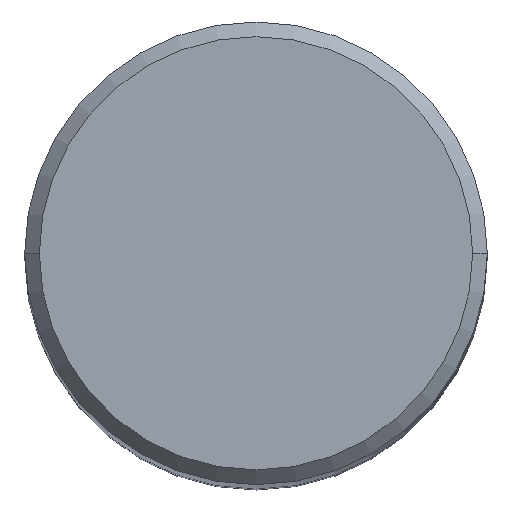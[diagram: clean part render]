
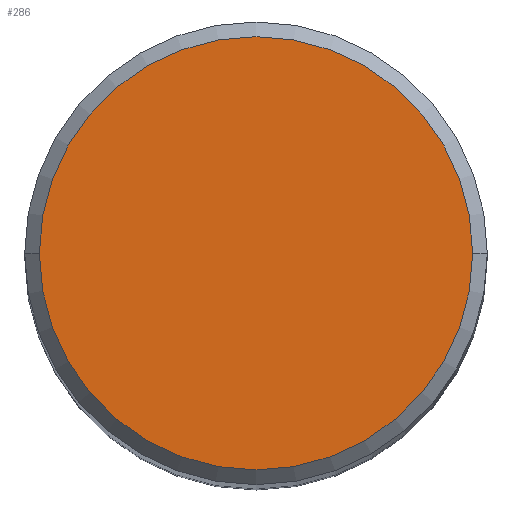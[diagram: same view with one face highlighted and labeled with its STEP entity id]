
A CAD part, top view. The second image highlights one B-rep face of the part: STEP entity #286.
In plain terms, the highlighted planar face has unit normal (0, 0, 1).
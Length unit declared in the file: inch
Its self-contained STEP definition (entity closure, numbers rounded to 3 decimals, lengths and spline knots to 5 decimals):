
#3 = CARTESIAN_POINT ( 'NONE',  ( 0., 0., 3.26772 ) ) ;
#9 = CARTESIAN_POINT ( 'NONE',  ( 0.22122, 0., 3.26772 ) ) ;
#25 = DIRECTION ( 'NONE',  ( 0., 0., 1. ) ) ;
#63 = EDGE_CURVE ( 'NONE', #175, #142, #117, .T. ) ;
#79 = AXIS2_PLACEMENT_3D ( 'NONE', #181, #276, #140 ) ;
#104 = EDGE_LOOP ( 'NONE', ( #168, #211 ) ) ;
#113 = AXIS2_PLACEMENT_3D ( 'NONE', #285, #127, #219 ) ;
#117 = CIRCLE ( 'NONE', #113, 0.22122 ) ;
#127 = DIRECTION ( 'NONE',  ( 0., 0., 1. ) ) ;
#140 = DIRECTION ( 'NONE',  ( 1., 0., 0. ) ) ;
#142 = VERTEX_POINT ( 'NONE', #282 ) ;
#165 = DIRECTION ( 'NONE',  ( 1., 0., 0. ) ) ;
#168 = ORIENTED_EDGE ( 'NONE', *, *, #266, .T. ) ;
#175 = VERTEX_POINT ( 'NONE', #9 ) ;
#181 = CARTESIAN_POINT ( 'NONE',  ( 0., 0., 3.26772 ) ) ;
#187 = FACE_OUTER_BOUND ( 'NONE', #104, .T. ) ;
#211 = ORIENTED_EDGE ( 'NONE', *, *, #63, .T. ) ;
#219 = DIRECTION ( 'NONE',  ( 1., 0., 0. ) ) ;
#222 = CIRCLE ( 'NONE', #79, 0.22122 ) ;
#230 = PLANE ( 'NONE',  #265 ) ;
#265 = AXIS2_PLACEMENT_3D ( 'NONE', #3, #25, #165 ) ;
#266 = EDGE_CURVE ( 'NONE', #142, #175, #222, .T. ) ;
#276 = DIRECTION ( 'NONE',  ( 0., 0., 1. ) ) ;
#282 = CARTESIAN_POINT ( 'NONE',  ( -0.22122, 0., 3.26772 ) ) ;
#285 = CARTESIAN_POINT ( 'NONE',  ( 0., 0., 3.26772 ) ) ;
#286 = ADVANCED_FACE ( 'NONE', ( #187 ), #230, .T. ) ;
